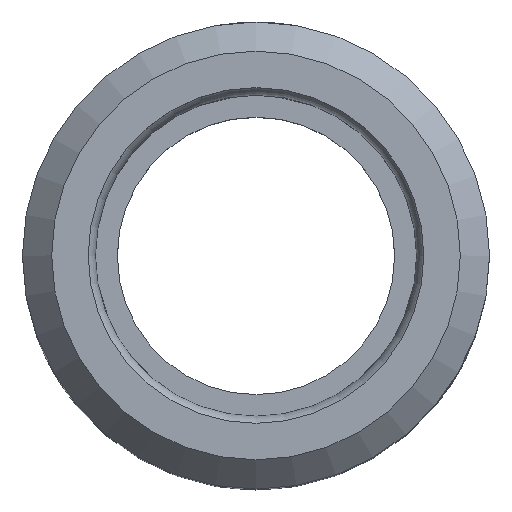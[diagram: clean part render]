
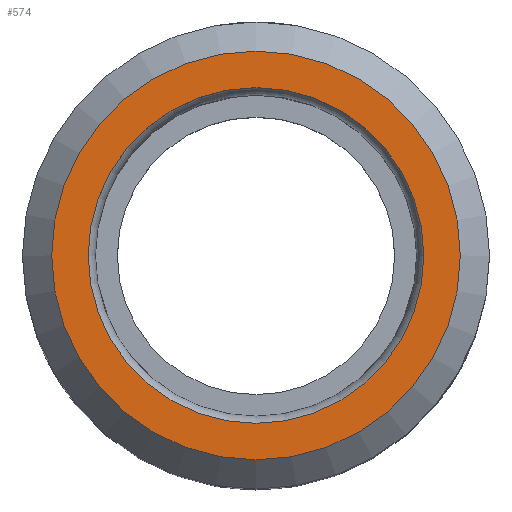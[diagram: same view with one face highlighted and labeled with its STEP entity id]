
A CAD part, top view. The second image highlights one B-rep face of the part: STEP entity #574.
In plain terms, the highlighted planar face has unit normal (0, 0, 1).
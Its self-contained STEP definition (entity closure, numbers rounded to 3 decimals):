
#91=FACE_BOUND('',#164,.T.);
#99=PLANE('',#648);
#117=FACE_OUTER_BOUND('',#163,.T.);
#163=EDGE_LOOP('',(#483));
#164=EDGE_LOOP('',(#484));
#247=CIRCLE('',#644,14.);
#250=CIRCLE('',#649,11.5);
#294=VERTEX_POINT('',#1302);
#307=VERTEX_POINT('',#1535);
#359=EDGE_CURVE('',#294,#294,#247,.T.);
#374=EDGE_CURVE('',#307,#307,#250,.T.);
#483=ORIENTED_EDGE('',*,*,#359,.F.);
#484=ORIENTED_EDGE('',*,*,#374,.T.);
#574=ADVANCED_FACE('',(#117,#91),#99,.T.);
#644=AXIS2_PLACEMENT_3D('',#1304,#744,#745);
#648=AXIS2_PLACEMENT_3D('',#1534,#754,#755);
#649=AXIS2_PLACEMENT_3D('',#1536,#756,#757);
#744=DIRECTION('center_axis',(0.,0.,-1.));
#745=DIRECTION('ref_axis',(0.,-1.,0.));
#754=DIRECTION('center_axis',(0.,0.,1.));
#755=DIRECTION('ref_axis',(1.,0.,0.));
#756=DIRECTION('center_axis',(0.,0.,-1.));
#757=DIRECTION('ref_axis',(1.,0.,0.));
#1302=CARTESIAN_POINT('',(0.,39.176,-116.437));
#1304=CARTESIAN_POINT('Origin',(0.,25.176,-116.437));
#1534=CARTESIAN_POINT('Origin',(0.,41.176,-116.437));
#1535=CARTESIAN_POINT('',(0.,13.676,-116.437));
#1536=CARTESIAN_POINT('Origin',(0.,25.176,-116.437));
